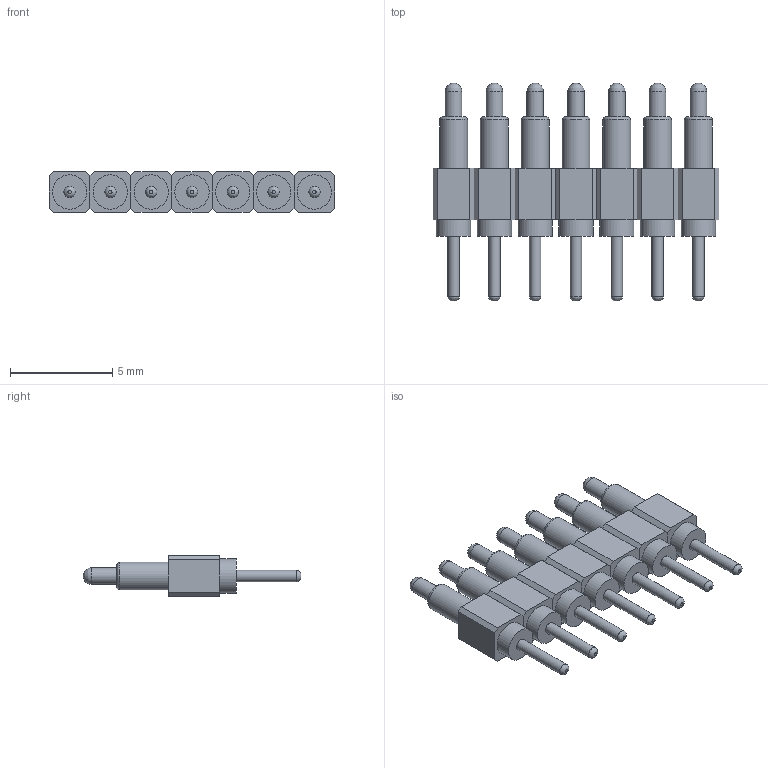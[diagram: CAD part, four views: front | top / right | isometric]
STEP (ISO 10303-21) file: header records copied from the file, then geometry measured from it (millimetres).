
FILE_DESCRIPTION(/* description */ (''),/* implementation_level */ '2;1');
FILE_NAME(/* name */ 'Pogo_Conn_01x07 v1.step',/* time_stamp */ '2020-09-01T04:34:34-04:00',/* author */ (''),/* organization */ (''),/* preprocessor_version */ 'ST-DEVELOPER v18.1',/* originating_system */ 'Autodesk Translation Framework v9.3.0.1241',/* authorisation */ '');
FILE_SCHEMA (('AUTOMOTIVE_DESIGN { 1 0 10303 214 3 1 1 }'));
Length unit declared in the file: millimetre
Products named in the file (1): Pogo_Conn_01x07
Bounding box: 14 x 10.68 x 2 mm (x, y, z)
Volume: 118.6 mm3; surface area: 355.6 mm2
Topology: 7 solids, 7 shells, 147 faces, 315 edges, 210 vertices
Faces by surface type: plane 98, cylinder 28, bspline 14, torus 7
Full cylindrical faces by diameter (mm): 0.56 x7, 0.81 x7, 1.37 x7, 1.68 x7
Entity records: 4490 total; most frequent: CARTESIAN_POINT 1037, DIRECTION 702, ORIENTED_EDGE 630, EDGE_CURVE 315, AXIS2_PLACEMENT_3D 253, VERTEX_POINT 210, LINE 196, VECTOR 196
